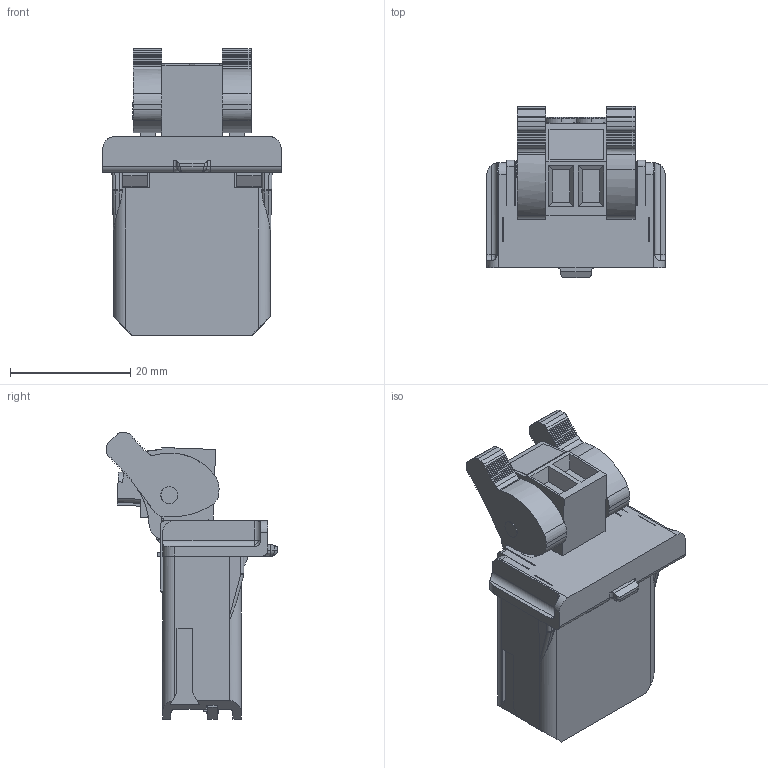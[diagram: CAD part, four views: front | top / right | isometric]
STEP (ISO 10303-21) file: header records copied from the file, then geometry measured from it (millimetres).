
FILE_DESCRIPTION (( 'STEP AP214' ), '1' );
FILE_NAME ('ZEB-XRR-120.step', '2019-09-03T16:00:04', ( '' ), ( '' ), 'SwSTEP 2.0', 'SolidWorks 2018', '' );
FILE_SCHEMA (( 'AUTOMOTIVE_DESIGN' ));
Length unit declared in the file: inch
Products named in the file (1): ZEB-XRR-120
Bounding box: 29.6 x 28.42 x 47.59 mm (x, y, z)
Volume: 13932 mm3; surface area: 7022 mm2
Topology: 1 solids, 1 shells, 1352 faces, 3768 edges, 2442 vertices
Faces by surface type: plane 1083, cylinder 227, bspline 32, cone 8, torus 2
Entity records: 43452 total; most frequent: CARTESIAN_POINT 8824, ORIENTED_EDGE 7518, DIRECTION 6708, EDGE_CURVE 3759, VECTOR 3202, LINE 3202, VERTEX_POINT 2442, AXIS2_PLACEMENT_3D 1753
